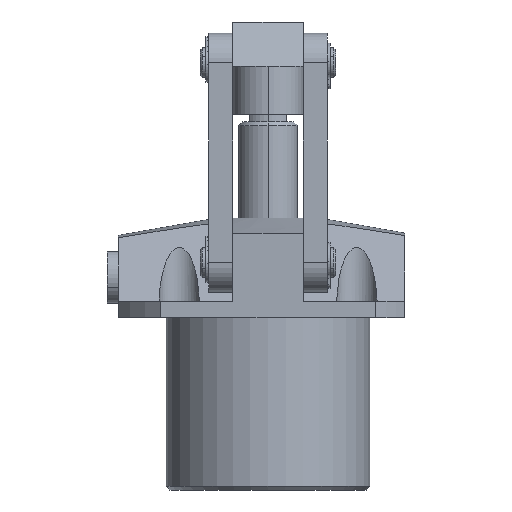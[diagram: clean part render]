
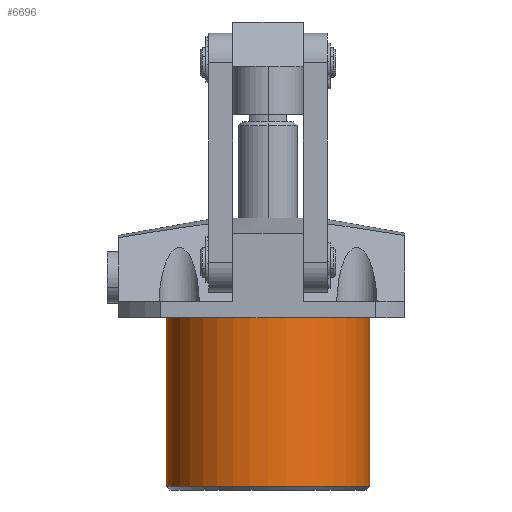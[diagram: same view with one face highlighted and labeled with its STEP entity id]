
A CAD part, front view. The second image highlights one B-rep face of the part: STEP entity #6696.
In plain terms, the highlighted cylindrical face has radius 27.5 mm (diameter 55 mm), a partial arc.
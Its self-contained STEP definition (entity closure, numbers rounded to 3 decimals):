
#149 = AXIS2_PLACEMENT_3D ( 'NONE', #3017, #3019, #3022 ) ;
#924 = EDGE_LOOP ( 'NONE', ( #9415, #9554, #9555, #9553 ) ) ;
#1761 = CARTESIAN_POINT ( 'NONE',  ( 27.5, 0., -45.5 ) ) ;
#1764 = CARTESIAN_POINT ( 'NONE',  ( -27.5, 0., -45.5 ) ) ;
#1791 = CARTESIAN_POINT ( 'NONE',  ( -27.5, 0., 0. ) ) ;
#1815 = CARTESIAN_POINT ( 'NONE',  ( 27.5, 0., 0. ) ) ;
#2531 = AXIS2_PLACEMENT_3D ( 'NONE', #5830, #5828, #5827 ) ;
#2554 = AXIS2_PLACEMENT_3D ( 'NONE', #7887, #7886, #7885 ) ;
#3017 = CARTESIAN_POINT ( 'NONE',  ( 0., 0., -46.5 ) ) ;
#3019 = DIRECTION ( 'NONE',  ( 0., 0., 1. ) ) ;
#3022 = DIRECTION ( 'NONE',  ( 1., 0., 0. ) ) ;
#5481 = EDGE_CURVE ( 'NONE', #9161, #9140, #8417, .T. ) ;
#5483 = EDGE_CURVE ( 'NONE', #9163, #9120, #8424, .T. ) ;
#5552 = EDGE_CURVE ( 'NONE', #9120, #9140, #8513, .T. ) ;
#5707 = EDGE_CURVE ( 'NONE', #9161, #9163, #8741, .T. ) ;
#5827 = DIRECTION ( 'NONE',  ( -1., 0., 0. ) ) ;
#5828 = DIRECTION ( 'NONE',  ( 0., 0., 1. ) ) ;
#5830 = CARTESIAN_POINT ( 'NONE',  ( 0., 0., -45.5 ) ) ;
#6696 = ADVANCED_FACE ( 'NONE', ( #10519 ), #10529, .T. ) ;
#7885 = DIRECTION ( 'NONE',  ( 1., 0., 0. ) ) ;
#7886 = DIRECTION ( 'NONE',  ( 0., 0., -1. ) ) ;
#7887 = CARTESIAN_POINT ( 'NONE',  ( 0., 0., 0. ) ) ;
#8417 = LINE ( 'NONE', #10139, #8423 ) ;
#8423 = VECTOR ( 'NONE', #10137, 1000. ) ;
#8424 = LINE ( 'NONE', #10141, #8426 ) ;
#8426 = VECTOR ( 'NONE', #10146, 1000. ) ;
#8513 = CIRCLE ( 'NONE', #2554, 27.5 ) ;
#8741 = CIRCLE ( 'NONE', #2531, 27.5 ) ;
#9120 = VERTEX_POINT ( 'NONE', #1815 ) ;
#9140 = VERTEX_POINT ( 'NONE', #1791 ) ;
#9161 = VERTEX_POINT ( 'NONE', #1764 ) ;
#9163 = VERTEX_POINT ( 'NONE', #1761 ) ;
#9415 = ORIENTED_EDGE ( 'NONE', *, *, #5481, .F. ) ;
#9553 = ORIENTED_EDGE ( 'NONE', *, *, #5552, .T. ) ;
#9554 = ORIENTED_EDGE ( 'NONE', *, *, #5707, .T. ) ;
#9555 = ORIENTED_EDGE ( 'NONE', *, *, #5483, .T. ) ;
#10137 = DIRECTION ( 'NONE',  ( 0., 0., 1. ) ) ;
#10139 = CARTESIAN_POINT ( 'NONE',  ( -27.5, 0., -46.5 ) ) ;
#10141 = CARTESIAN_POINT ( 'NONE',  ( 27.5, 0., -46.5 ) ) ;
#10146 = DIRECTION ( 'NONE',  ( 0., 0., 1. ) ) ;
#10519 = FACE_OUTER_BOUND ( 'NONE', #924, .T. ) ;
#10529 = CYLINDRICAL_SURFACE ( 'NONE', #149, 27.5 ) ;
